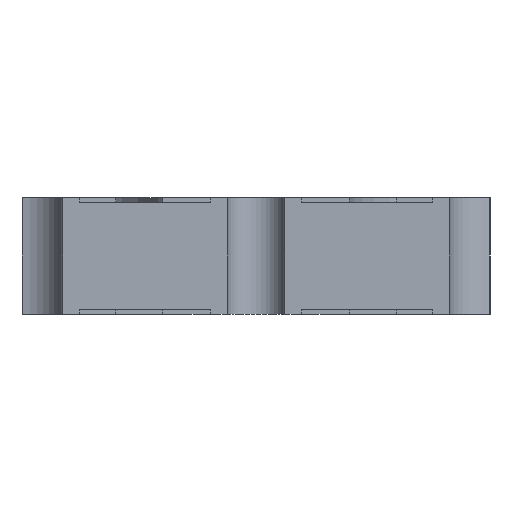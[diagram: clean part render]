
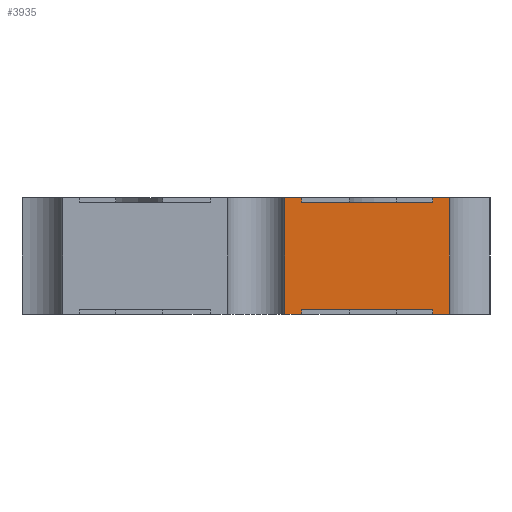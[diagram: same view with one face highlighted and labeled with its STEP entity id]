
A CAD part, left-side view. The second image highlights one B-rep face of the part: STEP entity #3935.
In plain terms, the highlighted planar face has unit normal (-1, 0, 0).
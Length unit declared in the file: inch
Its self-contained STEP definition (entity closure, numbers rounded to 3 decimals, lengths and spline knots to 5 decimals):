
#86 = DIRECTION ( 'NONE',  ( 0., 0., -1. ) ) ;
#100 = CARTESIAN_POINT ( 'NONE',  ( -0.125, -0.0755, 0.002 ) ) ;
#120 = VECTOR ( 'NONE', #8101, 39.37008 ) ;
#383 = CARTESIAN_POINT ( 'NONE',  ( -0.125, 0.1025, 0.048 ) ) ;
#583 = DIRECTION ( 'NONE',  ( 0., -1., 0. ) ) ;
#678 = CARTESIAN_POINT ( 'NONE',  ( -0.125, -0.0755, 0.05 ) ) ;
#746 = CARTESIAN_POINT ( 'NONE',  ( -0.125, -0.0755, 0.002 ) ) ;
#803 = EDGE_CURVE ( 'NONE', #5683, #6947, #4665, .T. ) ;
#815 = CARTESIAN_POINT ( 'NONE',  ( -0.125, -0.0755, 0.002 ) ) ;
#856 = VERTEX_POINT ( 'NONE', #678 ) ;
#923 = AXIS2_PLACEMENT_3D ( 'NONE', #9002, #5971, #86 ) ;
#1598 = DIRECTION ( 'NONE',  ( 0., 0., -1. ) ) ;
#1669 = CARTESIAN_POINT ( 'NONE',  ( -0.125, -0.08266, 0. ) ) ;
#1722 = CARTESIAN_POINT ( 'NONE',  ( -0.125, 0.1025, 0.05 ) ) ;
#2026 = LINE ( 'NONE', #7861, #3840 ) ;
#2062 = EDGE_CURVE ( 'NONE', #7186, #856, #7531, .T. ) ;
#2212 = LINE ( 'NONE', #2959, #7860 ) ;
#2236 = VECTOR ( 'NONE', #9872, 39.37008 ) ;
#2311 = LINE ( 'NONE', #6401, #7578 ) ;
#2371 = LINE ( 'NONE', #815, #120 ) ;
#2510 = CARTESIAN_POINT ( 'NONE',  ( -0.125, -0.0195, 0.05 ) ) ;
#2596 = EDGE_CURVE ( 'NONE', #7761, #4179, #6885, .T. ) ;
#2720 = CARTESIAN_POINT ( 'NONE',  ( -0.125, -0.0755, 0.048 ) ) ;
#2788 = ORIENTED_EDGE ( 'NONE', *, *, #4212, .T. ) ;
#2811 = EDGE_CURVE ( 'NONE', #10190, #5252, #5600, .T. ) ;
#2951 = CARTESIAN_POINT ( 'NONE',  ( -0.125, -0.01225, 0. ) ) ;
#2959 = CARTESIAN_POINT ( 'NONE',  ( -0.125, -0.08266, 0.002 ) ) ;
#3072 = CARTESIAN_POINT ( 'NONE',  ( -0.125, -0.08266, 0. ) ) ;
#3104 = DIRECTION ( 'NONE',  ( 0., 1., 0. ) ) ;
#3216 = DIRECTION ( 'NONE',  ( 0., 0., -1. ) ) ;
#3426 = FACE_OUTER_BOUND ( 'NONE', #4191, .T. ) ;
#3480 = PLANE ( 'NONE',  #923 ) ;
#3597 = ORIENTED_EDGE ( 'NONE', *, *, #4526, .T. ) ;
#3717 = DIRECTION ( 'NONE',  ( 0., -1., 0. ) ) ;
#3817 = ORIENTED_EDGE ( 'NONE', *, *, #2596, .T. ) ;
#3840 = VECTOR ( 'NONE', #583, 39.37008 ) ;
#3935 = ADVANCED_FACE ( 'NONE', ( #3426 ), #3480, .F. ) ;
#3966 = EDGE_CURVE ( 'NONE', #4179, #10190, #9058, .T. ) ;
#4007 = CARTESIAN_POINT ( 'NONE',  ( -0.125, -0.0195, 0.048 ) ) ;
#4179 = VERTEX_POINT ( 'NONE', #2510 ) ;
#4191 = EDGE_LOOP ( 'NONE', ( #10181, #7244, #3817, #5339, #5144, #3597, #5209, #7395, #2788, #4301, #7868, #7174 ) ) ;
#4212 = EDGE_CURVE ( 'NONE', #8189, #5774, #4990, .T. ) ;
#4275 = DIRECTION ( 'NONE',  ( 0., 1., 0. ) ) ;
#4301 = ORIENTED_EDGE ( 'NONE', *, *, #7289, .T. ) ;
#4391 = VECTOR ( 'NONE', #3216, 39.37008 ) ;
#4520 = CARTESIAN_POINT ( 'NONE',  ( -0.125, -0.0195, 0.002 ) ) ;
#4526 = EDGE_CURVE ( 'NONE', #5252, #6947, #10350, .T. ) ;
#4665 = LINE ( 'NONE', #9500, #10074 ) ;
#4824 = VECTOR ( 'NONE', #4275, 39.37008 ) ;
#4857 = EDGE_CURVE ( 'NONE', #7806, #6638, #2212, .T. ) ;
#4958 = CARTESIAN_POINT ( 'NONE',  ( -0.125, -0.01225, 0.05 ) ) ;
#4990 = LINE ( 'NONE', #746, #8194 ) ;
#5144 = ORIENTED_EDGE ( 'NONE', *, *, #2811, .T. ) ;
#5209 = ORIENTED_EDGE ( 'NONE', *, *, #803, .F. ) ;
#5252 = VERTEX_POINT ( 'NONE', #2951 ) ;
#5281 = DIRECTION ( 'NONE',  ( 0., 0., 1. ) ) ;
#5339 = ORIENTED_EDGE ( 'NONE', *, *, #3966, .T. ) ;
#5353 = VECTOR ( 'NONE', #7032, 39.37008 ) ;
#5600 = LINE ( 'NONE', #10484, #4391 ) ;
#5683 = VERTEX_POINT ( 'NONE', #4520 ) ;
#5774 = VERTEX_POINT ( 'NONE', #8564 ) ;
#5822 = VECTOR ( 'NONE', #3717, 39.37008 ) ;
#5971 = DIRECTION ( 'NONE',  ( 1., 0., 0. ) ) ;
#6401 = CARTESIAN_POINT ( 'NONE',  ( -0.125, 0.1025, 0.05 ) ) ;
#6638 = VERTEX_POINT ( 'NONE', #1669 ) ;
#6885 = LINE ( 'NONE', #8425, #9998 ) ;
#6888 = EDGE_CURVE ( 'NONE', #7186, #7761, #9468, .T. ) ;
#6947 = VERTEX_POINT ( 'NONE', #7877 ) ;
#7032 = DIRECTION ( 'NONE',  ( 0., 1., 0. ) ) ;
#7102 = DIRECTION ( 'NONE',  ( 0., 0., -1. ) ) ;
#7174 = ORIENTED_EDGE ( 'NONE', *, *, #7668, .T. ) ;
#7186 = VERTEX_POINT ( 'NONE', #2720 ) ;
#7244 = ORIENTED_EDGE ( 'NONE', *, *, #6888, .T. ) ;
#7289 = EDGE_CURVE ( 'NONE', #5774, #6638, #2026, .T. ) ;
#7395 = ORIENTED_EDGE ( 'NONE', *, *, #7654, .T. ) ;
#7531 = LINE ( 'NONE', #8386, #2236 ) ;
#7578 = VECTOR ( 'NONE', #3104, 39.37008 ) ;
#7654 = EDGE_CURVE ( 'NONE', #5683, #8189, #2371, .T. ) ;
#7668 = EDGE_CURVE ( 'NONE', #7806, #856, #2311, .T. ) ;
#7761 = VERTEX_POINT ( 'NONE', #4007 ) ;
#7806 = VERTEX_POINT ( 'NONE', #9105 ) ;
#7860 = VECTOR ( 'NONE', #7102, 39.37008 ) ;
#7861 = CARTESIAN_POINT ( 'NONE',  ( -0.125, -0.08266, 0. ) ) ;
#7868 = ORIENTED_EDGE ( 'NONE', *, *, #4857, .F. ) ;
#7877 = CARTESIAN_POINT ( 'NONE',  ( -0.125, -0.0195, 0. ) ) ;
#7909 = DIRECTION ( 'NONE',  ( 0., 0., -1. ) ) ;
#8101 = DIRECTION ( 'NONE',  ( 0., -1., 0. ) ) ;
#8189 = VERTEX_POINT ( 'NONE', #100 ) ;
#8194 = VECTOR ( 'NONE', #1598, 39.37008 ) ;
#8386 = CARTESIAN_POINT ( 'NONE',  ( -0.125, -0.0755, 0.048 ) ) ;
#8425 = CARTESIAN_POINT ( 'NONE',  ( -0.125, -0.0195, 0.048 ) ) ;
#8564 = CARTESIAN_POINT ( 'NONE',  ( -0.125, -0.0755, 0. ) ) ;
#9002 = CARTESIAN_POINT ( 'NONE',  ( -0.125, -0.08266, 0.002 ) ) ;
#9058 = LINE ( 'NONE', #1722, #4824 ) ;
#9105 = CARTESIAN_POINT ( 'NONE',  ( -0.125, -0.08266, 0.05 ) ) ;
#9468 = LINE ( 'NONE', #383, #5353 ) ;
#9500 = CARTESIAN_POINT ( 'NONE',  ( -0.125, -0.0195, 0.002 ) ) ;
#9872 = DIRECTION ( 'NONE',  ( 0., 0., 1. ) ) ;
#9998 = VECTOR ( 'NONE', #5281, 39.37008 ) ;
#10074 = VECTOR ( 'NONE', #7909, 39.37008 ) ;
#10181 = ORIENTED_EDGE ( 'NONE', *, *, #2062, .F. ) ;
#10190 = VERTEX_POINT ( 'NONE', #4958 ) ;
#10350 = LINE ( 'NONE', #3072, #5822 ) ;
#10484 = CARTESIAN_POINT ( 'NONE',  ( -0.125, -0.01225, 0.002 ) ) ;
